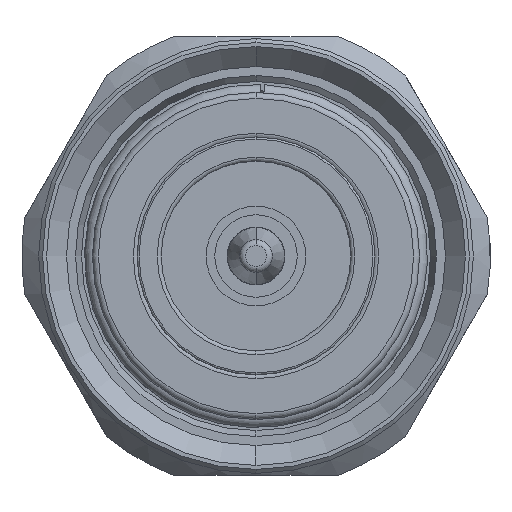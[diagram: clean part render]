
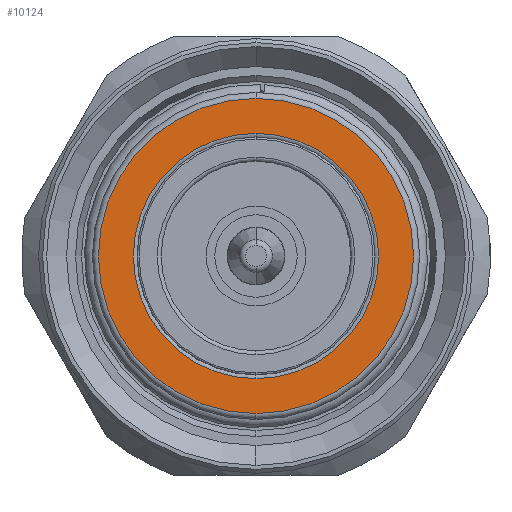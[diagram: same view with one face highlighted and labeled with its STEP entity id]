
A CAD part, left-side view. The second image highlights one B-rep face of the part: STEP entity #10124.
In plain terms, the highlighted planar face has unit normal (-1, 0, 0).
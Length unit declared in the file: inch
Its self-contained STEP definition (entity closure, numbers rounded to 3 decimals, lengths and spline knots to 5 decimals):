
#624 = CARTESIAN_POINT ( 'NONE',  ( 0.20472, 0., 0. ) ) ;
#722 = AXIS2_PLACEMENT_3D ( 'NONE', #9184, #4929, #4110 ) ;
#775 = FACE_BOUND ( 'NONE', #7147, .T. ) ;
#788 = EDGE_LOOP ( 'NONE', ( #7248, #8984 ) ) ;
#900 = CARTESIAN_POINT ( 'NONE',  ( 0.20472, 0., 0.31102 ) ) ;
#1534 = AXIS2_PLACEMENT_3D ( 'NONE', #6990, #6148, #2019 ) ;
#2019 = DIRECTION ( 'NONE',  ( 0., 0., 1. ) ) ;
#3055 = CIRCLE ( 'NONE', #9963, 0.31102 ) ;
#3272 = VERTEX_POINT ( 'NONE', #10404 ) ;
#4093 = VERTEX_POINT ( 'NONE', #900 ) ;
#4110 = DIRECTION ( 'NONE',  ( 0., 0., 1. ) ) ;
#4488 = CARTESIAN_POINT ( 'NONE',  ( 0.20472, 0., 0. ) ) ;
#4649 = VERTEX_POINT ( 'NONE', #5455 ) ;
#4929 = DIRECTION ( 'NONE',  ( -1., 0., 0. ) ) ;
#5071 = CARTESIAN_POINT ( 'NONE',  ( 0.20472, 0.24213, 0. ) ) ;
#5230 = CIRCLE ( 'NONE', #7733, 0.31102 ) ;
#5343 = EDGE_CURVE ( 'NONE', #4649, #3272, #7898, .T. ) ;
#5455 = CARTESIAN_POINT ( 'NONE',  ( 0.20472, 0., 0.24213 ) ) ;
#6148 = DIRECTION ( 'NONE',  ( -1., 0., 0. ) ) ;
#6474 = DIRECTION ( 'NONE',  ( -1., 0., 0. ) ) ;
#6516 = EDGE_CURVE ( 'NONE', #4093, #7106, #5230, .T. ) ;
#6990 = CARTESIAN_POINT ( 'NONE',  ( 0.20472, 0., 0. ) ) ;
#7106 = VERTEX_POINT ( 'NONE', #9853 ) ;
#7147 = EDGE_LOOP ( 'NONE', ( #8242, #10503 ) ) ;
#7219 = EDGE_CURVE ( 'NONE', #3272, #4649, #10457, .T. ) ;
#7248 = ORIENTED_EDGE ( 'NONE', *, *, #6516, .T. ) ;
#7641 = FACE_OUTER_BOUND ( 'NONE', #788, .T. ) ;
#7697 = PLANE ( 'NONE',  #10693 ) ;
#7733 = AXIS2_PLACEMENT_3D ( 'NONE', #624, #6474, #8200 ) ;
#7898 = CIRCLE ( 'NONE', #1534, 0.24213 ) ;
#8200 = DIRECTION ( 'NONE',  ( 0., 0., 1. ) ) ;
#8242 = ORIENTED_EDGE ( 'NONE', *, *, #5343, .F. ) ;
#8605 = DIRECTION ( 'NONE',  ( -1., 0., 0. ) ) ;
#8984 = ORIENTED_EDGE ( 'NONE', *, *, #9340, .T. ) ;
#9184 = CARTESIAN_POINT ( 'NONE',  ( 0.20472, 0., 0. ) ) ;
#9340 = EDGE_CURVE ( 'NONE', #7106, #4093, #3055, .T. ) ;
#9853 = CARTESIAN_POINT ( 'NONE',  ( 0.20472, 0., -0.31102 ) ) ;
#9963 = AXIS2_PLACEMENT_3D ( 'NONE', #4488, #8605, #10340 ) ;
#10124 = ADVANCED_FACE ( 'NONE', ( #7641, #775 ), #7697, .F. ) ;
#10147 = DIRECTION ( 'NONE',  ( 1., 0., 0. ) ) ;
#10203 = DIRECTION ( 'NONE',  ( 0., 1., 0. ) ) ;
#10340 = DIRECTION ( 'NONE',  ( 0., 0., 1. ) ) ;
#10404 = CARTESIAN_POINT ( 'NONE',  ( 0.20472, 0., -0.24213 ) ) ;
#10457 = CIRCLE ( 'NONE', #722, 0.24213 ) ;
#10503 = ORIENTED_EDGE ( 'NONE', *, *, #7219, .F. ) ;
#10693 = AXIS2_PLACEMENT_3D ( 'NONE', #5071, #10147, #10203 ) ;
